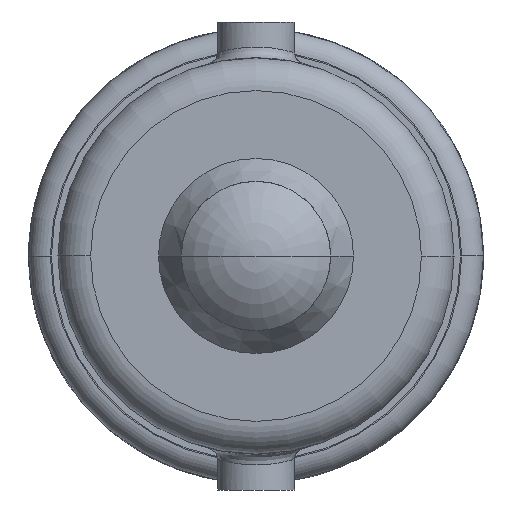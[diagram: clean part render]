
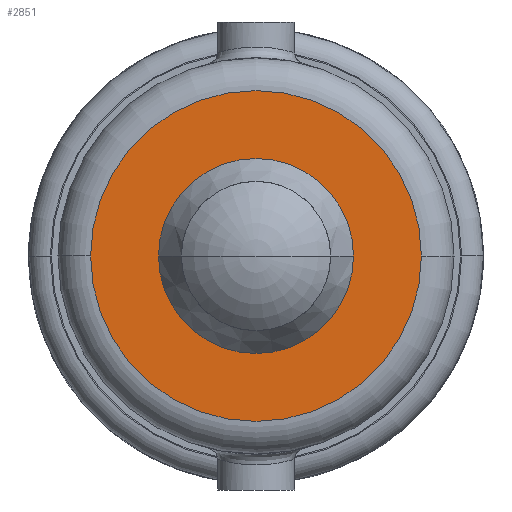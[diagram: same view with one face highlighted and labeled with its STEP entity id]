
A CAD part, front view. The second image highlights one B-rep face of the part: STEP entity #2851.
In plain terms, the highlighted planar face has unit normal (0, -1, 0).
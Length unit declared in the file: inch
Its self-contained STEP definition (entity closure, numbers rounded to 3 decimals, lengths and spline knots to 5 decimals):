
#147 = DIRECTION ( 'NONE',  ( 0., -1., 0. ) ) ;
#186 = CARTESIAN_POINT ( 'NONE',  ( 0.152, 0., 0. ) ) ;
#440 = CARTESIAN_POINT ( 'NONE',  ( 0., 0., 0. ) ) ;
#508 = CARTESIAN_POINT ( 'NONE',  ( -0.152, 0., 0. ) ) ;
#513 = EDGE_CURVE ( 'NONE', #1183, #2803, #3909, .T. ) ;
#548 = AXIS2_PLACEMENT_3D ( 'NONE', #2129, #147, #1021 ) ;
#705 = EDGE_CURVE ( 'NONE', #1780, #1099, #1201, .T. ) ;
#865 = FACE_OUTER_BOUND ( 'NONE', #2870, .T. ) ;
#927 = ORIENTED_EDGE ( 'NONE', *, *, #2097, .T. ) ;
#1021 = DIRECTION ( 'NONE',  ( 1., 0., 0. ) ) ;
#1099 = VERTEX_POINT ( 'NONE', #508 ) ;
#1175 = ORIENTED_EDGE ( 'NONE', *, *, #705, .T. ) ;
#1183 = VERTEX_POINT ( 'NONE', #4530 ) ;
#1201 = CIRCLE ( 'NONE', #1813, 0.152 ) ;
#1571 = DIRECTION ( 'NONE',  ( 1., 0., 0. ) ) ;
#1601 = DIRECTION ( 'NONE',  ( 0., -1., 0. ) ) ;
#1780 = VERTEX_POINT ( 'NONE', #186 ) ;
#1813 = AXIS2_PLACEMENT_3D ( 'NONE', #3599, #2772, #1571 ) ;
#2075 = CIRCLE ( 'NONE', #3130, 0.152 ) ;
#2097 = EDGE_CURVE ( 'NONE', #1099, #1780, #2075, .T. ) ;
#2129 = CARTESIAN_POINT ( 'NONE',  ( 0., 0., 0. ) ) ;
#2357 = CARTESIAN_POINT ( 'NONE',  ( -0.0896, 0., 0. ) ) ;
#2772 = DIRECTION ( 'NONE',  ( 0., -1., 0. ) ) ;
#2803 = VERTEX_POINT ( 'NONE', #2357 ) ;
#2851 = ADVANCED_FACE ( 'NONE', ( #4380, #865 ), #4448, .F. ) ;
#2870 = EDGE_LOOP ( 'NONE', ( #1175, #927 ) ) ;
#2930 = EDGE_LOOP ( 'NONE', ( #3237, #4132 ) ) ;
#3130 = AXIS2_PLACEMENT_3D ( 'NONE', #4087, #1601, #3246 ) ;
#3167 = DIRECTION ( 'NONE',  ( 1., 0., 0. ) ) ;
#3237 = ORIENTED_EDGE ( 'NONE', *, *, #5172, .F. ) ;
#3246 = DIRECTION ( 'NONE',  ( 1., 0., 0. ) ) ;
#3351 = CIRCLE ( 'NONE', #548, 0.0896 ) ;
#3531 = DIRECTION ( 'NONE',  ( 0., -1., 0. ) ) ;
#3599 = CARTESIAN_POINT ( 'NONE',  ( 0., 0., 0. ) ) ;
#3907 = CARTESIAN_POINT ( 'NONE',  ( 0., 0., 0. ) ) ;
#3909 = CIRCLE ( 'NONE', #4343, 0.0896 ) ;
#4087 = CARTESIAN_POINT ( 'NONE',  ( 0., 0., 0. ) ) ;
#4132 = ORIENTED_EDGE ( 'NONE', *, *, #513, .F. ) ;
#4343 = AXIS2_PLACEMENT_3D ( 'NONE', #3907, #3531, #3167 ) ;
#4380 = FACE_BOUND ( 'NONE', #2930, .T. ) ;
#4412 = DIRECTION ( 'NONE',  ( 0., 1., 0. ) ) ;
#4448 = PLANE ( 'NONE',  #4648 ) ;
#4462 = DIRECTION ( 'NONE',  ( -1., 0., 0. ) ) ;
#4530 = CARTESIAN_POINT ( 'NONE',  ( 0.0896, 0., 0. ) ) ;
#4648 = AXIS2_PLACEMENT_3D ( 'NONE', #440, #4412, #4462 ) ;
#5172 = EDGE_CURVE ( 'NONE', #2803, #1183, #3351, .T. ) ;
